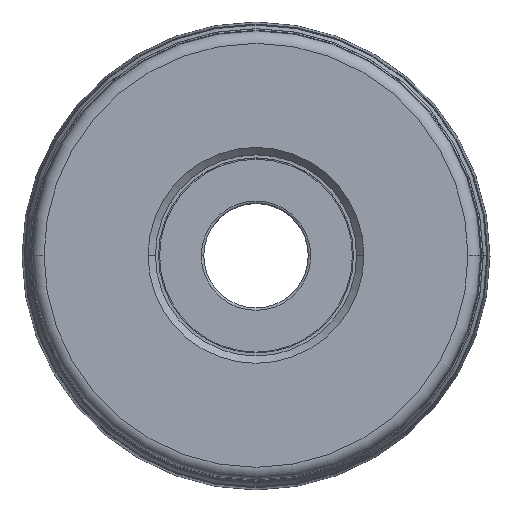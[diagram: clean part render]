
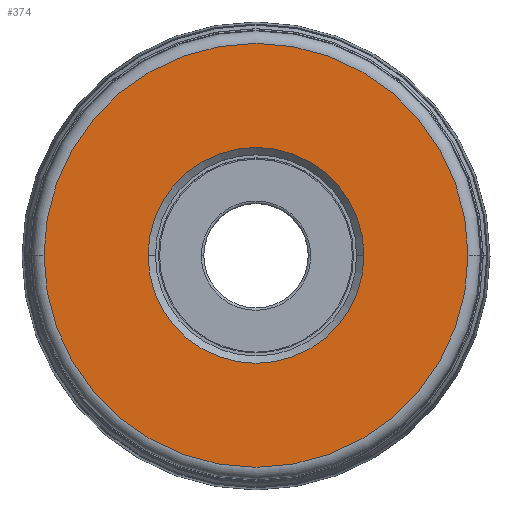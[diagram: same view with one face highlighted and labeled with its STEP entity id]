
A CAD part, top view. The second image highlights one B-rep face of the part: STEP entity #374.
In plain terms, the highlighted planar face has unit normal (0, 0, 1).
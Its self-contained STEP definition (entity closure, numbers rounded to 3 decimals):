
#336=PLANE('',#2093);
#343=FACE_BOUND('',#661,.T.);
#344=FACE_BOUND('',#662,.T.);
#374=ADVANCED_FACE('',(#343,#344),#336,.F.);
#661=EDGE_LOOP('',(#939,#940));
#662=EDGE_LOOP('',(#941,#942));
#939=ORIENTED_EDGE('',*,*,#1585,.T.);
#940=ORIENTED_EDGE('',*,*,#1586,.T.);
#941=ORIENTED_EDGE('',*,*,#1587,.T.);
#942=ORIENTED_EDGE('',*,*,#1588,.T.);
#1423=VERTEX_POINT('',#2981);
#1424=VERTEX_POINT('',#2983);
#1425=VERTEX_POINT('',#2988);
#1426=VERTEX_POINT('',#2989);
#1585=EDGE_CURVE('',#1423,#1424,#1837,.T.);
#1586=EDGE_CURVE('',#1424,#1423,#1838,.T.);
#1587=EDGE_CURVE('',#1425,#1426,#1839,.T.);
#1588=EDGE_CURVE('',#1426,#1425,#1840,.T.);
#1837=CIRCLE('',#2088,34.513);
#1838=CIRCLE('',#2090,34.513);
#1839=CIRCLE('',#2091,17.575);
#1840=CIRCLE('',#2092,17.575);
#2088=AXIS2_PLACEMENT_3D('',#2984,#2422,#2423);
#2090=AXIS2_PLACEMENT_3D('',#2986,#2426,#2427);
#2091=AXIS2_PLACEMENT_3D('',#2987,#2428,#2429);
#2092=AXIS2_PLACEMENT_3D('',#2990,#2430,#2431);
#2093=AXIS2_PLACEMENT_3D('',#2991,#2432,#2433);
#2422=DIRECTION('',(0.,0.,1.));
#2423=DIRECTION('',(1.,0.,0.));
#2426=DIRECTION('',(0.,0.,1.));
#2427=DIRECTION('',(-1.,0.,0.));
#2428=DIRECTION('',(0.,0.,-1.));
#2429=DIRECTION('',(1.,0.,0.));
#2430=DIRECTION('',(0.,0.,-1.));
#2431=DIRECTION('',(-1.,0.,0.));
#2432=DIRECTION('',(0.,0.,-1.));
#2433=DIRECTION('',(-1.,0.,0.));
#2981=CARTESIAN_POINT('',(34.513,0.,0.));
#2983=CARTESIAN_POINT('',(-34.513,0.,0.));
#2984=CARTESIAN_POINT('',(0.,0.,0.));
#2986=CARTESIAN_POINT('',(0.,0.,0.));
#2987=CARTESIAN_POINT('',(0.,0.,0.));
#2988=CARTESIAN_POINT('',(17.575,0.,0.));
#2989=CARTESIAN_POINT('',(-17.575,0.,0.));
#2990=CARTESIAN_POINT('',(0.,0.,0.));
#2991=CARTESIAN_POINT('',(0.,0.,0.));
